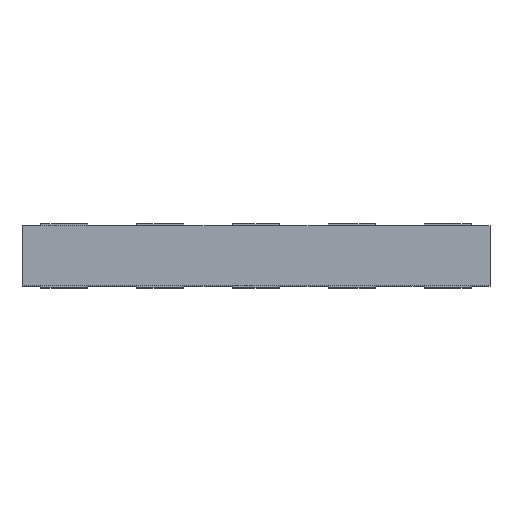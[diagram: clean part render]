
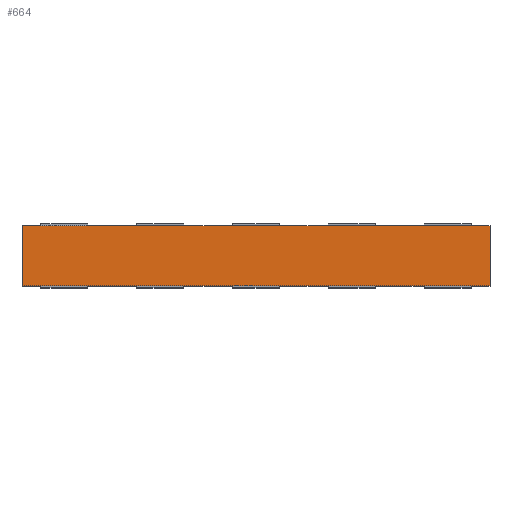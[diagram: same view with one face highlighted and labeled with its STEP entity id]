
A CAD part, top view. The second image highlights one B-rep face of the part: STEP entity #664.
In plain terms, the highlighted planar face has unit normal (0, 0, 1).
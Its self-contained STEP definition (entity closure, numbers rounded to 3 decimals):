
#350=PLANE('',#7704);
#664=ADVANCED_FACE('',(#1096),#350,.F.);
#1096=FACE_OUTER_BOUND('',#1477,.T.);
#1477=EDGE_LOOP('',(#2243,#2244,#2245,#2246));
#2243=ORIENTED_EDGE('',*,*,#4955,.F.);
#2244=ORIENTED_EDGE('',*,*,#4956,.F.);
#2245=ORIENTED_EDGE('',*,*,#4957,.F.);
#2246=ORIENTED_EDGE('',*,*,#4958,.F.);
#4165=VERTEX_POINT('',#10479);
#4166=VERTEX_POINT('',#10480);
#4167=VERTEX_POINT('',#10482);
#4168=VERTEX_POINT('',#10484);
#4955=EDGE_CURVE('',#4165,#4166,#6004,.T.);
#4956=EDGE_CURVE('',#4167,#4165,#6005,.T.);
#4957=EDGE_CURVE('',#4168,#4167,#6006,.T.);
#4958=EDGE_CURVE('',#4166,#4168,#6007,.T.);
#6004=LINE('',#10478,#6901);
#6005=LINE('',#10481,#6902);
#6006=LINE('',#10483,#6903);
#6007=LINE('',#10485,#6904);
#6901=VECTOR('',#8367,1.);
#6902=VECTOR('',#8368,1.);
#6903=VECTOR('',#8369,1.);
#6904=VECTOR('',#8370,1.);
#7704=AXIS2_PLACEMENT_3D('',#10486,#8371,#8372);
#8367=DIRECTION('',(1.,0.,0.));
#8368=DIRECTION('',(0.,1.,0.));
#8369=DIRECTION('',(-1.,0.,0.));
#8370=DIRECTION('',(0.,-1.,0.));
#8371=DIRECTION('',(0.,0.,-1.));
#8372=DIRECTION('',(-1.,0.,0.));
#10478=CARTESIAN_POINT('',(-16.05,1.6,5.2));
#10479=CARTESIAN_POINT('',(-17.55,1.6,5.2));
#10480=CARTESIAN_POINT('',(7.35,1.6,5.2));
#10481=CARTESIAN_POINT('',(-17.55,6.5,5.2));
#10482=CARTESIAN_POINT('',(-17.55,-1.6,5.2));
#10483=CARTESIAN_POINT('',(-22.35,-1.6,5.2));
#10484=CARTESIAN_POINT('',(7.35,-1.6,5.2));
#10485=CARTESIAN_POINT('',(7.35,6.5,5.2));
#10486=CARTESIAN_POINT('',(-42.75,6.5,5.2));
